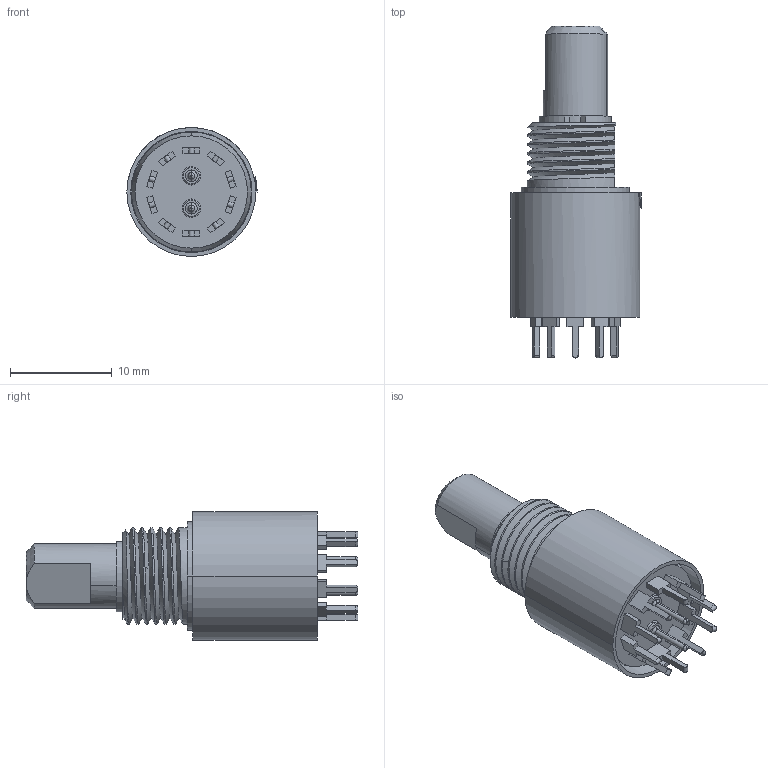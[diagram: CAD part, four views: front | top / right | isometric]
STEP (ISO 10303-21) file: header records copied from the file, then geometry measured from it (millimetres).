
FILE_DESCRIPTION((''),'2;1');
FILE_NAME('50KP36-01-2-XXX--','2013-05-02T',('Administrator'),(''),'PRO/ENGINEER BY PARAMETRIC TECHNOLOGY CORPORATION, 2006200','PRO/ENGINEER BY PARAMETRIC TECHNOLOGY CORPORATION, 2006200','');
FILE_SCHEMA(('CONFIG_CONTROL_DESIGN'));
Length unit declared in the file: inch
Products named in the file (1): 50KP36-01-2-XXX--
Bounding box: 12.83 x 32.69 x 12.7 mm (x, y, z)
Volume: 1294.5 mm3; surface area: 2666.2 mm2
Topology: 2 solids, 2 shells, 362 faces, 942 edges, 618 vertices
Faces by surface type: plane 241, cylinder 77, bspline 20, cone 16, torus 8
Entity records: 16617 total; most frequent: CARTESIAN_POINT 4568, ORIENTED_EDGE 1884, DIRECTION 1751, EDGE_CURVE 942, VECTOR 665, LINE 665, VERTEX_POINT 618, AXIS2_PLACEMENT_3D 543
